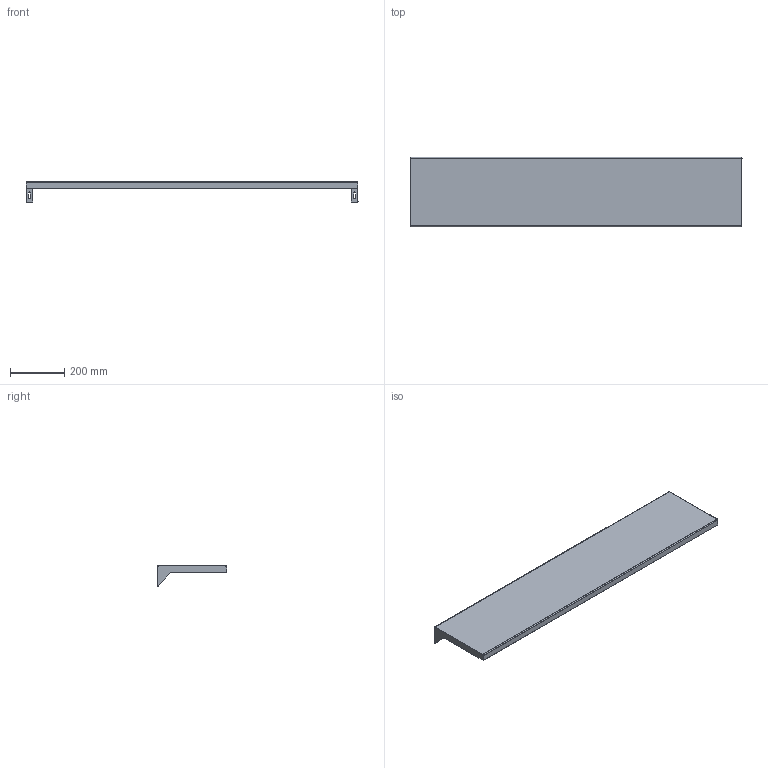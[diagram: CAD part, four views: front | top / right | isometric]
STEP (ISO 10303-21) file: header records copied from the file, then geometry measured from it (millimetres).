
FILE_DESCRIPTION (( 'STEP AP214' ), '1' );
FILE_NAME ('SCE-1448W.STEP', '2021-01-21T20:49:19', ( '' ), ( '' ), 'SwSTEP 2.0', 'SolidWorks 2019', '' );
FILE_SCHEMA (( 'AUTOMOTIVE_DESIGN' ));
Length unit declared in the file: inch
Products named in the file (1): SCE-1448W
Bounding box: 1219.2 x 254 x 76.2 mm (x, y, z)
Volume: 485212 mm3; surface area: 768150.9 mm2
Topology: 1 solids, 1 shells, 47 faces, 135 edges, 90 vertices
Faces by surface type: plane 28, cylinder 17, bspline 2
Full cylindrical faces by diameter (mm): 7.137 x7
Entity records: 2272 total; most frequent: CARTESIAN_POINT 361, ORIENTED_EDGE 256, DIRECTION 248, EDGE_CURVE 128, VERTEX_POINT 90, LINE 88, VECTOR 88, AXIS2_PLACEMENT_3D 80
